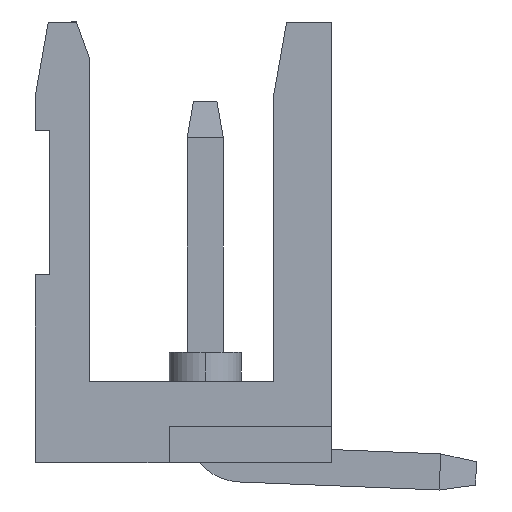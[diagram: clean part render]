
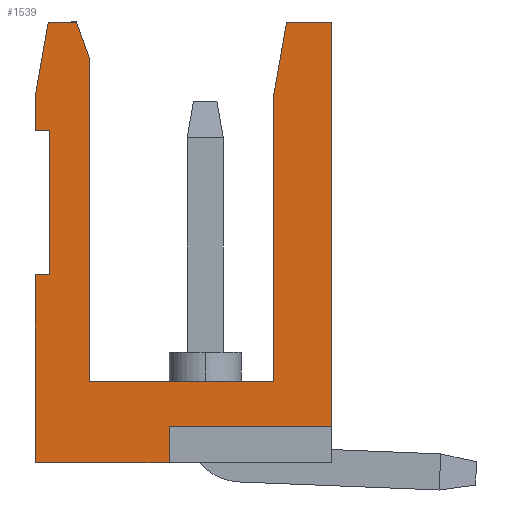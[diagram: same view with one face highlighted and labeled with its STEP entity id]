
A CAD part, left-side view. The second image highlights one B-rep face of the part: STEP entity #1539.
In plain terms, the highlighted planar face has unit normal (-1, 0, 0).
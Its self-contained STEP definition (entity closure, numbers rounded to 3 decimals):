
#52 = LINE ( 'NONE', #53, #3055 ) ;
#53 = CARTESIAN_POINT ( 'NONE',  ( -2.54, 6.7, 2.25 ) ) ;
#54 = DIRECTION ( 'NONE',  ( 0., -1., 0. ) ) ;
#840 = CARTESIAN_POINT ( 'NONE',  ( -2.54, 1.6, 2.25 ) ) ;
#963 = CARTESIAN_POINT ( 'NONE',  ( -2.54, 4.5, 1. ) ) ;
#964 = CARTESIAN_POINT ( 'NONE',  ( -2.54, 1.247, 12.2 ) ) ;
#976 = CARTESIAN_POINT ( 'NONE',  ( -2.54, 1.6, 10.2 ) ) ;
#977 = CARTESIAN_POINT ( 'NONE',  ( -2.54, 6.7, 11.2 ) ) ;
#980 = CARTESIAN_POINT ( 'NONE',  ( -2.54, 7.847, 12.2 ) ) ;
#985 = CARTESIAN_POINT ( 'NONE',  ( -2.54, 7.064, 12.2 ) ) ;
#988 = CARTESIAN_POINT ( 'NONE',  ( -2.54, 8.2, 10.2 ) ) ;
#990 = CARTESIAN_POINT ( 'NONE',  ( -2.54, 8.2, 9.2 ) ) ;
#992 = CARTESIAN_POINT ( 'NONE',  ( -2.54, 7.8, 9.2 ) ) ;
#994 = CARTESIAN_POINT ( 'NONE',  ( -2.54, 7.8, 5.2 ) ) ;
#996 = CARTESIAN_POINT ( 'NONE',  ( -2.54, 8.2, 5.2 ) ) ;
#1013 = CARTESIAN_POINT ( 'NONE',  ( -2.54, 8.2, 0. ) ) ;
#1014 = CARTESIAN_POINT ( 'NONE',  ( -2.54, 4.5, 0. ) ) ;
#1062 = CARTESIAN_POINT ( 'NONE',  ( -2.54, 0., 1. ) ) ;
#1063 = CARTESIAN_POINT ( 'NONE',  ( -2.54, 0., 12.2 ) ) ;
#1074 = CARTESIAN_POINT ( 'NONE',  ( -2.54, 6.7, 2.25 ) ) ;
#1460 = EDGE_CURVE ( 'NONE', #4766, #4765, #2088, .T. ) ;
#1479 = EDGE_CURVE ( 'NONE', #4765, #4748, #2145, .T. ) ;
#1482 = EDGE_CURVE ( 'NONE', #4748, #4746, #2154, .T. ) ;
#1485 = EDGE_CURVE ( 'NONE', #4746, #4744, #2163, .T. ) ;
#1488 = EDGE_CURVE ( 'NONE', #4744, #4742, #2172, .T. ) ;
#1493 = EDGE_CURVE ( 'NONE', #4742, #4740, #2187, .T. ) ;
#1499 = EDGE_CURVE ( 'NONE', #4732, #4737, #2205, .T. ) ;
#1503 = EDGE_CURVE ( 'NONE', #4729, #4826, #2217, .T. ) ;
#1505 = EDGE_CURVE ( 'NONE', #4592, #4728, #2223, .T. ) ;
#1517 = EDGE_CURVE ( 'NONE', #4716, #4815, #2259, .T. ) ;
#1519 = EDGE_CURVE ( 'NONE', #4716, #4728, #2265, .T. ) ;
#1520 = EDGE_CURVE ( 'NONE', #4729, #4737, #2268, .T. ) ;
#1521 = EDGE_CURVE ( 'NONE', #4732, #4740, #2318, .T. ) ;
#1522 = EDGE_CURVE ( 'NONE', #4715, #4766, #2321, .T. ) ;
#1523 = EDGE_CURVE ( 'NONE', #4814, #4715, #2324, .T. ) ;
#1539 = ADVANCED_FACE ( 'NONE', ( #2833 ), #2383, .F. ) ;
#1724 = ORIENTED_EDGE ( 'NONE', *, *, #1505, .F. ) ;
#1725 = ORIENTED_EDGE ( 'NONE', *, *, #1517, .F. ) ;
#1726 = ORIENTED_EDGE ( 'NONE', *, *, #1519, .T. ) ;
#1727 = ORIENTED_EDGE ( 'NONE', *, *, #1503, .F. ) ;
#1728 = ORIENTED_EDGE ( 'NONE', *, *, #4219, .F. ) ;
#1729 = ORIENTED_EDGE ( 'NONE', *, *, #1520, .T. ) ;
#1730 = ORIENTED_EDGE ( 'NONE', *, *, #1499, .F. ) ;
#1731 = ORIENTED_EDGE ( 'NONE', *, *, #1521, .T. ) ;
#1732 = ORIENTED_EDGE ( 'NONE', *, *, #1485, .F. ) ;
#1733 = ORIENTED_EDGE ( 'NONE', *, *, #1493, .F. ) ;
#1734 = ORIENTED_EDGE ( 'NONE', *, *, #1488, .F. ) ;
#1735 = ORIENTED_EDGE ( 'NONE', *, *, #1482, .F. ) ;
#1736 = ORIENTED_EDGE ( 'NONE', *, *, #1479, .F. ) ;
#1737 = ORIENTED_EDGE ( 'NONE', *, *, #1460, .F. ) ;
#1738 = ORIENTED_EDGE ( 'NONE', *, *, #1522, .F. ) ;
#1739 = ORIENTED_EDGE ( 'NONE', *, *, #6614, .F. ) ;
#1740 = ORIENTED_EDGE ( 'NONE', *, *, #1523, .F. ) ;
#2088 = LINE ( 'NONE', #2089, #3221 ) ;
#2089 = CARTESIAN_POINT ( 'NONE',  ( -2.54, 0., 0. ) ) ;
#2090 = DIRECTION ( 'NONE',  ( 0., 1., 0. ) ) ;
#2145 = LINE ( 'NONE', #2146, #6347 ) ;
#2146 = CARTESIAN_POINT ( 'NONE',  ( -2.54, 8.2, 0. ) ) ;
#2147 = DIRECTION ( 'NONE',  ( 0., 0., 1. ) ) ;
#2154 = LINE ( 'NONE', #2155, #6350 ) ;
#2155 = CARTESIAN_POINT ( 'NONE',  ( -2.54, 8.2, 5.2 ) ) ;
#2156 = DIRECTION ( 'NONE',  ( 0., -1., 0. ) ) ;
#2163 = LINE ( 'NONE', #2164, #6353 ) ;
#2164 = CARTESIAN_POINT ( 'NONE',  ( -2.54, 7.8, 5.2 ) ) ;
#2165 = DIRECTION ( 'NONE',  ( 0., 0., 1. ) ) ;
#2172 = LINE ( 'NONE', #2173, #6356 ) ;
#2173 = CARTESIAN_POINT ( 'NONE',  ( -2.54, 8.2, 9.2 ) ) ;
#2174 = DIRECTION ( 'NONE',  ( 0., 1., 0. ) ) ;
#2187 = LINE ( 'NONE', #2188, #6361 ) ;
#2188 = CARTESIAN_POINT ( 'NONE',  ( -2.54, 8.2, 9.2 ) ) ;
#2189 = DIRECTION ( 'NONE',  ( 0., 0., 1. ) ) ;
#2205 = LINE ( 'NONE', #2206, #6367 ) ;
#2206 = CARTESIAN_POINT ( 'NONE',  ( -2.54, 8.2, 12.2 ) ) ;
#2207 = DIRECTION ( 'NONE',  ( 0., -1., 0. ) ) ;
#2217 = LINE ( 'NONE', #2218, #6371 ) ;
#2218 = CARTESIAN_POINT ( 'NONE',  ( -2.54, 6.7, 12.2 ) ) ;
#2219 = DIRECTION ( 'NONE',  ( 0., 0., -1. ) ) ;
#2223 = LINE ( 'NONE', #2224, #2271 ) ;
#2224 = CARTESIAN_POINT ( 'NONE',  ( -2.54, 1.6, 12.2 ) ) ;
#2225 = DIRECTION ( 'NONE',  ( 0., 0., 1. ) ) ;
#2259 = LINE ( 'NONE', #2260, #2283 ) ;
#2260 = CARTESIAN_POINT ( 'NONE',  ( -2.54, 1.6, 12.2 ) ) ;
#2261 = DIRECTION ( 'NONE',  ( 0., -1., 0. ) ) ;
#2265 = LINE ( 'NONE', #2266, #2285 ) ;
#2266 = CARTESIAN_POINT ( 'NONE',  ( -2.54, 1.247, 12.2 ) ) ;
#2267 = DIRECTION ( 'NONE',  ( 0., 0.174, -0.985 ) ) ;
#2268 = LINE ( 'NONE', #2269, #2286 ) ;
#2269 = CARTESIAN_POINT ( 'NONE',  ( -2.54, 6.7, 11.2 ) ) ;
#2270 = DIRECTION ( 'NONE',  ( 0., 0.342, 0.94 ) ) ;
#2271 = VECTOR ( 'NONE', #2225, 1000. ) ;
#2283 = VECTOR ( 'NONE', #2261, 1000. ) ;
#2285 = VECTOR ( 'NONE', #2267, 1000. ) ;
#2286 = VECTOR ( 'NONE', #2270, 1000. ) ;
#2287 = VECTOR ( 'NONE', #2320, 1000. ) ;
#2288 = VECTOR ( 'NONE', #2323, 1000. ) ;
#2289 = VECTOR ( 'NONE', #2326, 1000. ) ;
#2318 = LINE ( 'NONE', #2319, #2287 ) ;
#2319 = CARTESIAN_POINT ( 'NONE',  ( -2.54, 7.847, 12.2 ) ) ;
#2320 = DIRECTION ( 'NONE',  ( 0., 0.174, -0.985 ) ) ;
#2321 = LINE ( 'NONE', #2322, #2288 ) ;
#2322 = CARTESIAN_POINT ( 'NONE',  ( -2.54, 4.5, 1. ) ) ;
#2323 = DIRECTION ( 'NONE',  ( 0., 0., -1. ) ) ;
#2324 = LINE ( 'NONE', #2325, #2289 ) ;
#2325 = CARTESIAN_POINT ( 'NONE',  ( -2.54, 4.5, 1. ) ) ;
#2326 = DIRECTION ( 'NONE',  ( 0., 1., 0. ) ) ;
#2383 = PLANE ( 'NONE',  #2835 ) ;
#2384 = CARTESIAN_POINT ( 'NONE',  ( -2.54, 0., 0. ) ) ;
#2385 = DIRECTION ( 'NONE',  ( 1., 0., 0. ) ) ;
#2386 = DIRECTION ( 'NONE',  ( 0., 0., -1. ) ) ;
#2833 = FACE_OUTER_BOUND ( 'NONE', #4464, .T. ) ;
#2835 = AXIS2_PLACEMENT_3D ( 'NONE', #2384, #2385, #2386 ) ;
#3055 = VECTOR ( 'NONE', #54, 1000. ) ;
#3221 = VECTOR ( 'NONE', #2090, 1000. ) ;
#4219 = EDGE_CURVE ( 'NONE', #4826, #4592, #52, .T. ) ;
#4464 = EDGE_LOOP ( 'NONE', ( #1725, #1726, #1724, #1728, #1727, #1729, #1730, #1731, #1733, #1734, #1732, #1735, #1736, #1737, #1738, #1740, #1739 ) ) ;
#4592 = VERTEX_POINT ( 'NONE', #840 ) ;
#4715 = VERTEX_POINT ( 'NONE', #963 ) ;
#4716 = VERTEX_POINT ( 'NONE', #964 ) ;
#4728 = VERTEX_POINT ( 'NONE', #976 ) ;
#4729 = VERTEX_POINT ( 'NONE', #977 ) ;
#4732 = VERTEX_POINT ( 'NONE', #980 ) ;
#4737 = VERTEX_POINT ( 'NONE', #985 ) ;
#4740 = VERTEX_POINT ( 'NONE', #988 ) ;
#4742 = VERTEX_POINT ( 'NONE', #990 ) ;
#4744 = VERTEX_POINT ( 'NONE', #992 ) ;
#4746 = VERTEX_POINT ( 'NONE', #994 ) ;
#4748 = VERTEX_POINT ( 'NONE', #996 ) ;
#4765 = VERTEX_POINT ( 'NONE', #1013 ) ;
#4766 = VERTEX_POINT ( 'NONE', #1014 ) ;
#4814 = VERTEX_POINT ( 'NONE', #1062 ) ;
#4815 = VERTEX_POINT ( 'NONE', #1063 ) ;
#4826 = VERTEX_POINT ( 'NONE', #1074 ) ;
#5331 = LINE ( 'NONE', #5332, #5723 ) ;
#5332 = CARTESIAN_POINT ( 'NONE',  ( -2.54, 0., 12.2 ) ) ;
#5333 = DIRECTION ( 'NONE',  ( 0., 0., -1. ) ) ;
#5723 = VECTOR ( 'NONE', #5333, 1000. ) ;
#6347 = VECTOR ( 'NONE', #2147, 1000. ) ;
#6350 = VECTOR ( 'NONE', #2156, 1000. ) ;
#6353 = VECTOR ( 'NONE', #2165, 1000. ) ;
#6356 = VECTOR ( 'NONE', #2174, 1000. ) ;
#6361 = VECTOR ( 'NONE', #2189, 1000. ) ;
#6367 = VECTOR ( 'NONE', #2207, 1000. ) ;
#6371 = VECTOR ( 'NONE', #2219, 1000. ) ;
#6614 = EDGE_CURVE ( 'NONE', #4815, #4814, #5331, .T. ) ;
